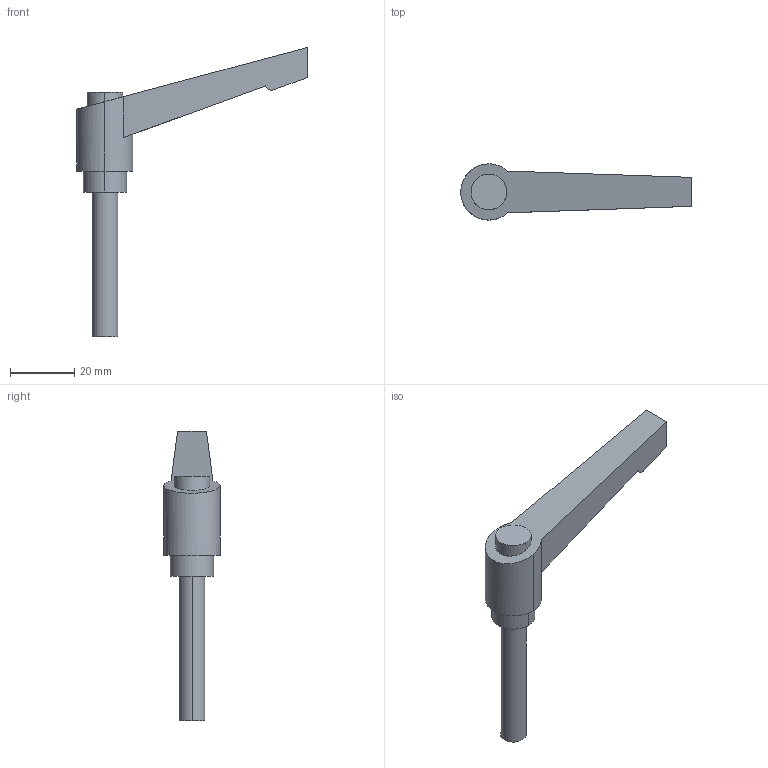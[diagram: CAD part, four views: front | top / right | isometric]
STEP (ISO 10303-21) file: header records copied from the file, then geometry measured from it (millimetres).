
FILE_DESCRIPTION(('STEP AP214'),'1');
FILE_NAME('cctmp_82C972BA-E7F6-4A35-BEA5-BCC19B568BB2_2020_1_15_8_54_19_660..stp','2020-01-15T07:54:19',('Bosch Rexroth AG'),('CADClick - www.CADClick.com'),'Spatial InterOp 3D',' ','unknown authorization - (Healing Option Enabled)');
FILE_SCHEMA(('AUTOMOTIVE_DESIGN'));
Length unit declared in the file: millimetre
Products named in the file (1): 2020_01_15__08-54-19-660
Bounding box: 71.75 x 17.5 x 90 mm (x, y, z)
Volume: 14980 mm3; surface area: 5547.5 mm2
Topology: 1 solids, 1 shells, 19 faces, 46 edges, 32 vertices
Faces by surface type: plane 10, cylinder 9
Entity records: 752 total; most frequent: DIRECTION 110, CARTESIAN_POINT 98, ORIENTED_EDGE 92, EDGE_CURVE 46, AXIS2_PLACEMENT_3D 44, VERTEX_POINT 32, EDGE_LOOP 22, LINE 22
